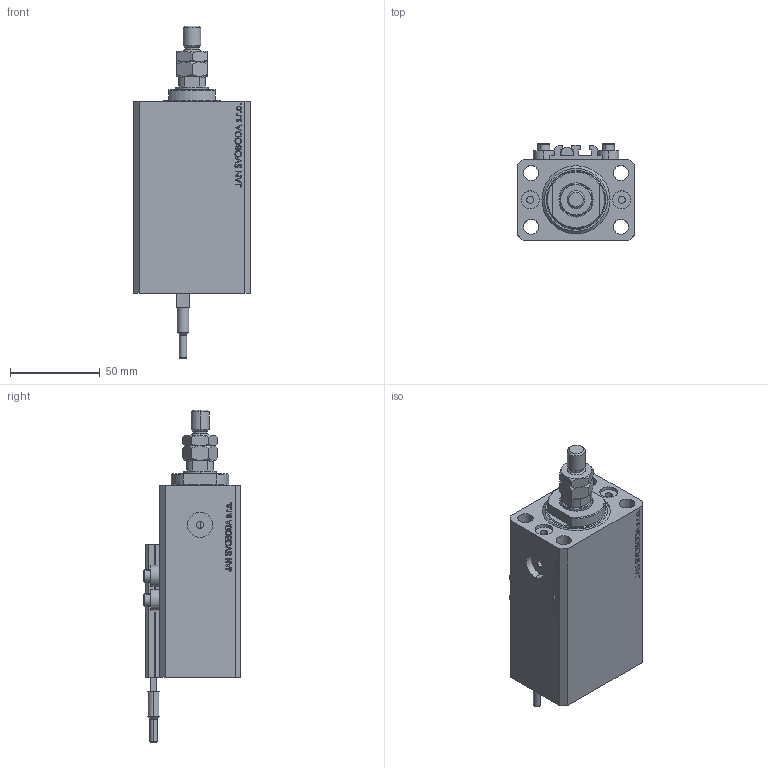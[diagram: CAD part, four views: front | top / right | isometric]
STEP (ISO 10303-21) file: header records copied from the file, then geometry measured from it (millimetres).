
FILE_DESCRIPTION (( 'STEP AP203' ), '1' );
FILE_NAME ('fd15.STEP', '2023-10-07T15:21:28', ( '' ), ( '' ), 'SwSTEP 2.0', 'SolidWorks 2019', '' );
FILE_SCHEMA (( 'CONFIG_CONTROL_DESIGN' ));
Length unit declared in the file: millimetre
Products named in the file (7): V250CE_VC_C 29794f2b4d06b61771c97f0d6778ca91; V250CE_C_VCP 29794f2b4d06b61771c97f0d6778ca91; MTA 29794f2b4d06b61771c97f0d6778ca91; fd15; V250CE_C_Body 29794f2b4d06b61771c97f0d6778ca91; ALLEN BOLT V250CE 29794f2b4d06b61771c97f0d6778ca91; SWITCH_V250CE 29794f2b4d06b61771c97f0d6778ca91
Assembly tree (9 placements, depth 2):
  fd15
    V250CE_C_Body 29794f2b4d06b61771c97f0d6778ca91
    ALLEN BOLT V250CE 29794f2b4d06b61771c97f0d6778ca91  x4
    V250CE_C_VCP 29794f2b4d06b61771c97f0d6778ca91
    V250CE_VC_C 29794f2b4d06b61771c97f0d6778ca91
    MTA 29794f2b4d06b61771c97f0d6778ca91
    SWITCH_V250CE 29794f2b4d06b61771c97f0d6778ca91
Bounding box: 65 x 54 x 185 mm (x, y, z)
Volume: 295305.7 mm3; surface area: 77048.8 mm2
Topology: 10 solids, 10 shells, 1109 faces, 2752 edges, 1783 vertices
Faces by surface type: plane 535, bspline 374, cylinder 96, cone 86, torus 18
Entity records: 49572 total; most frequent: CARTESIAN_POINT 26503, ORIENTED_EDGE 5194, DIRECTION 3349, EDGE_CURVE 2597, VERTEX_POINT 1699, VECTOR 1535, LINE 1535, EDGE_LOOP 1158
